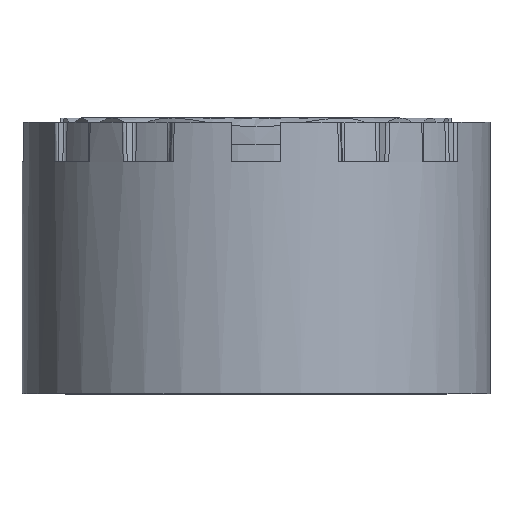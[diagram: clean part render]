
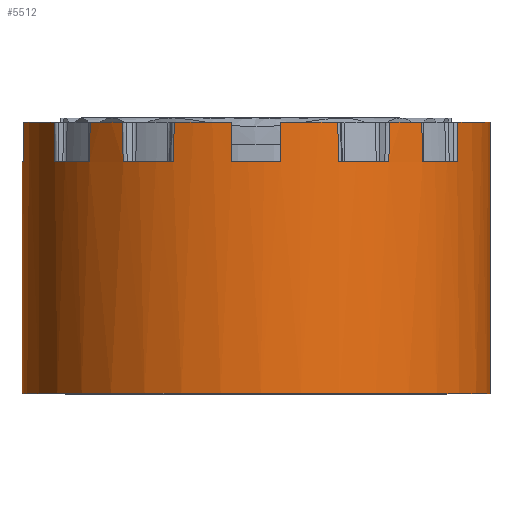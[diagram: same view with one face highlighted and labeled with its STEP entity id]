
A CAD part, top view. The second image highlights one B-rep face of the part: STEP entity #5512.
In plain terms, the highlighted cylindrical face has radius 10.65 mm (diameter 21.3 mm), a partial arc.
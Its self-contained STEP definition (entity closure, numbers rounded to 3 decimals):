
#1591=CARTESIAN_POINT('',(0.,0.,-0.15));
#1592=DIRECTION('',(0.,0.,1.));
#1593=DIRECTION('',(0.,-1.,0.));
#1594=AXIS2_PLACEMENT_3D('',#1591,#1592,#1593);
#1609=CARTESIAN_POINT('',(0.,0.,-0.15));
#1610=DIRECTION('',(0.,0.,1.));
#1611=DIRECTION('',(0.706,-0.708,0.));
#1612=AXIS2_PLACEMENT_3D('',#1609,#1610,#1611);
#1627=CARTESIAN_POINT('',(0.,0.,-0.15));
#1628=DIRECTION('',(0.,0.,1.));
#1629=DIRECTION('',(0.937,-0.349,0.));
#1630=AXIS2_PLACEMENT_3D('',#1627,#1628,#1629);
#1748=DIRECTION('',(0.,0.,1.));
#1749=VECTOR('',#1748,10.55);
#1750=CARTESIAN_POINT('',(0.,10.65,1.65));
#1751=LINE('',#1750,#1749);
#1908=DIRECTION('',(0.,0.,1.));
#1909=VECTOR('',#1908,12.35);
#1910=CARTESIAN_POINT('',(0.,-10.65,-0.15));
#1911=LINE('',#1910,#1909);
#1912=DIRECTION('',(0.,0.,-1.));
#1913=VECTOR('',#1912,1.8);
#1914=CARTESIAN_POINT('',(1.1,10.593,1.65));
#1915=LINE('',#1914,#1913);
#1916=DIRECTION('',(0.027,-0.016,1.));
#1917=VECTOR('',#1916,1.801);
#1918=CARTESIAN_POINT('',(5.393,9.184,
-0.15));
#1919=LINE('',#1918,#1917);
#1920=DIRECTION('',(0.023,-0.023,-0.999));
#1921=VECTOR('',#1920,1.801);
#1922=CARTESIAN_POINT('',(7.475,7.586,1.65));
#1923=LINE('',#1922,#1921);
#1924=DIRECTION('',(0.019,-0.027,0.999));
#1925=VECTOR('',#1924,1.801);
#1926=CARTESIAN_POINT('',(8.735,6.093,
-0.15));
#1927=LINE('',#1926,#1925);
#1928=DIRECTION('',(0.011,-0.029,-1.));
#1929=VECTOR('',#1928,1.801);
#1930=CARTESIAN_POINT('',(9.961,3.768,1.65));
#1931=LINE('',#1930,#1929);
#1932=DIRECTION('',(0.,0.,1.));
#1933=VECTOR('',#1932,1.8);
#1934=CARTESIAN_POINT('',(10.593,1.1,-0.15));
#1935=LINE('',#1934,#1933);
#1936=DIRECTION('',(0.,0.,-1.));
#1937=VECTOR('',#1936,1.8);
#1938=CARTESIAN_POINT('',(10.593,-1.1,1.65));
#1939=LINE('',#1938,#1937);
#1940=DIRECTION('',(-0.011,-0.029,1.));
#1941=VECTOR('',#1940,1.801);
#1942=CARTESIAN_POINT('',(9.981,-3.716,
-0.15));
#1943=LINE('',#1942,#1941);
#1944=DIRECTION('',(-0.019,-0.027,-0.999));
#1945=VECTOR('',#1944,1.801);
#1946=CARTESIAN_POINT('',(8.769,-6.044,1.65));
#1947=LINE('',#1946,#1945);
#1948=DIRECTION('',(-0.023,-0.023,0.999));
#1949=VECTOR('',#1948,1.801);
#1950=CARTESIAN_POINT('',(7.517,-7.544,
-0.15));
#1951=LINE('',#1950,#1949);
#1952=DIRECTION('',(-0.027,-0.016,-1.));
#1953=VECTOR('',#1952,1.801);
#1954=CARTESIAN_POINT('',(5.441,-9.155,1.65));
#1955=LINE('',#1954,#1953);
#1966=CARTESIAN_POINT('',(0.,0.,12.2));
#1967=DIRECTION('',(0.,0.,-1.));
#1968=DIRECTION('',(0.,1.,0.));
#1969=AXIS2_PLACEMENT_3D('',#1966,#1967,#1968);
#1971=CARTESIAN_POINT('',(0.,0.,12.2));
#1972=DIRECTION('',(0.,0.,-1.));
#1973=DIRECTION('',(0.211,0.977,0.));
#1974=AXIS2_PLACEMENT_3D('',#1971,#1972,#1973);
#2890=CARTESIAN_POINT('',(0.,0.,1.65));
#2891=DIRECTION('',(0.,0.,1.));
#2892=DIRECTION('',(0.103,0.995,0.));
#2893=AXIS2_PLACEMENT_3D('',#2890,#2891,#2892);
#3010=CARTESIAN_POINT('',(0.,0.,-0.15));
#3011=DIRECTION('',(0.,0.,1.));
#3012=DIRECTION('',(0.82,0.572,0.));
#3013=AXIS2_PLACEMENT_3D('',#3010,#3011,#3012);
#3024=CARTESIAN_POINT('',(0.,0.,-0.15));
#3025=DIRECTION('',(0.,0.,1.));
#3026=DIRECTION('',(0.506,0.862,0.));
#3027=AXIS2_PLACEMENT_3D('',#3024,#3025,#3026);
#3052=CARTESIAN_POINT('',(0.,0.,-0.15));
#3053=DIRECTION('',(0.,0.,1.));
#3054=DIRECTION('',(0.995,0.103,0.));
#3055=AXIS2_PLACEMENT_3D('',#3052,#3053,#3054);
#3069=CARTESIAN_POINT('',(0.,0.,1.65));
#3070=DIRECTION('',(0.,0.,1.));
#3071=DIRECTION('',(0.935,0.354,0.));
#3072=AXIS2_PLACEMENT_3D('',#3069,#3070,#3071);
#3173=CARTESIAN_POINT('',(0.,0.,1.65));
#3174=DIRECTION('',(0.,0.,1.));
#3175=DIRECTION('',(0.702,0.712,0.));
#3176=AXIS2_PLACEMENT_3D('',#3173,#3174,#3175);
#3257=CARTESIAN_POINT('',(0.,0.,1.65));
#3258=DIRECTION('',(0.,0.,1.));
#3259=DIRECTION('',(0.995,-0.103,0.));
#3260=AXIS2_PLACEMENT_3D('',#3257,#3258,#3259);
#3921=CARTESIAN_POINT('',(9.981,-3.716,
-0.15));
#3952=CARTESIAN_POINT('',(0.,0.,1.65));
#3953=DIRECTION('',(0.,0.,1.));
#3954=DIRECTION('',(0.823,-0.568,0.));
#3955=AXIS2_PLACEMENT_3D('',#3952,#3953,#3954);
#4026=CARTESIAN_POINT('',(7.517,-7.544,
-0.15));
#4042=CARTESIAN_POINT('',(0.,0.,1.65));
#4043=DIRECTION('',(0.,0.,1.));
#4044=DIRECTION('',(0.511,-0.86,0.));
#4045=AXIS2_PLACEMENT_3D('',#4042,#4043,#4044);
#4300=CARTESIAN_POINT('',(0.,-10.65,-0.15));
#4301=VERTEX_POINT('',#4300);
#4302=CARTESIAN_POINT('',(5.393,-9.184,-0.15));
#4303=VERTEX_POINT('',#4302);
#4313=VERTEX_POINT('',#4026);
#4314=CARTESIAN_POINT('',(8.735,-6.093,-0.15));
#4315=VERTEX_POINT('',#4314);
#4325=VERTEX_POINT('',#3921);
#4326=CARTESIAN_POINT('',(10.593,-1.1,-0.15));
#4327=VERTEX_POINT('',#4326);
#4387=CARTESIAN_POINT('',(0.,10.65,1.65));
#4388=VERTEX_POINT('',#4387);
#4389=CARTESIAN_POINT('',(0.,10.65,12.2));
#4390=VERTEX_POINT('',#4389);
#4393=CARTESIAN_POINT('',(0.,-10.65,12.2));
#4394=VERTEX_POINT('',#4393);
#4449=CARTESIAN_POINT('',(10.593,-1.1,1.65));
#4450=VERTEX_POINT('',#4449);
#4451=CARTESIAN_POINT('',(2.25,10.41,12.2));
#4452=VERTEX_POINT('',#4451);
#4453=CARTESIAN_POINT('',(1.1,10.593,1.65));
#4454=VERTEX_POINT('',#4453);
#4455=CARTESIAN_POINT('',(1.1,10.593,-0.15));
#4456=VERTEX_POINT('',#4455);
#4457=CARTESIAN_POINT('',(5.393,9.184,-0.15));
#4458=VERTEX_POINT('',#4457);
#4459=CARTESIAN_POINT('',(5.441,9.155,1.65));
#4460=VERTEX_POINT('',#4459);
#4461=CARTESIAN_POINT('',(7.475,7.586,1.65));
#4462=VERTEX_POINT('',#4461);
#4463=CARTESIAN_POINT('',(7.517,7.544,
-0.15));
#4464=VERTEX_POINT('',#4463);
#4465=CARTESIAN_POINT('',(8.735,6.093,-0.15));
#4466=VERTEX_POINT('',#4465);
#4467=CARTESIAN_POINT('',(8.769,6.044,1.65));
#4468=VERTEX_POINT('',#4467);
#4469=CARTESIAN_POINT('',(9.961,3.768,1.65));
#4470=VERTEX_POINT('',#4469);
#4471=CARTESIAN_POINT('',(9.981,3.716,
-0.15));
#4472=VERTEX_POINT('',#4471);
#4473=CARTESIAN_POINT('',(10.593,1.1,-0.15));
#4474=VERTEX_POINT('',#4473);
#4475=CARTESIAN_POINT('',(10.593,1.1,1.65));
#4476=VERTEX_POINT('',#4475);
#4477=CARTESIAN_POINT('',(9.961,-3.768,1.65));
#4478=VERTEX_POINT('',#4477);
#4479=CARTESIAN_POINT('',(8.769,-6.044,1.65));
#4480=VERTEX_POINT('',#4479);
#4481=CARTESIAN_POINT('',(7.475,-7.586,1.65));
#4482=VERTEX_POINT('',#4481);
#4483=CARTESIAN_POINT('',(5.441,-9.155,1.65));
#4484=VERTEX_POINT('',#4483);
#5457=CARTESIAN_POINT('',(0.,0.,12.818));
#5458=DIRECTION('',(0.,0.,-1.));
#5459=DIRECTION('',(0.,1.,0.));
#5460=AXIS2_PLACEMENT_3D('',#5457,#5458,#5459);
#5461=CYLINDRICAL_SURFACE('',#5460,10.65);
#5462=ORIENTED_EDGE('',*,*,#5067,.F.);
#5463=ORIENTED_EDGE('',*,*,#5222,.T.);
#5465=ORIENTED_EDGE('',*,*,#5464,.F.);
#5467=ORIENTED_EDGE('',*,*,#5466,.F.);
#5468=ORIENTED_EDGE('',*,*,#5216,.F.);
#5470=ORIENTED_EDGE('',*,*,#5469,.F.);
#5472=ORIENTED_EDGE('',*,*,#5471,.T.);
#5474=ORIENTED_EDGE('',*,*,#5473,.F.);
#5476=ORIENTED_EDGE('',*,*,#5475,.T.);
#5478=ORIENTED_EDGE('',*,*,#5477,.F.);
#5480=ORIENTED_EDGE('',*,*,#5479,.T.);
#5482=ORIENTED_EDGE('',*,*,#5481,.F.);
#5484=ORIENTED_EDGE('',*,*,#5483,.T.);
#5486=ORIENTED_EDGE('',*,*,#5485,.F.);
#5488=ORIENTED_EDGE('',*,*,#5487,.T.);
#5490=ORIENTED_EDGE('',*,*,#5489,.F.);
#5492=ORIENTED_EDGE('',*,*,#5491,.T.);
#5494=ORIENTED_EDGE('',*,*,#5493,.F.);
#5495=ORIENTED_EDGE('',*,*,#5450,.T.);
#5496=ORIENTED_EDGE('',*,*,#5099,.F.);
#5498=ORIENTED_EDGE('',*,*,#5497,.T.);
#5500=ORIENTED_EDGE('',*,*,#5499,.F.);
#5502=ORIENTED_EDGE('',*,*,#5501,.T.);
#5503=ORIENTED_EDGE('',*,*,#5083,.F.);
#5505=ORIENTED_EDGE('',*,*,#5504,.T.);
#5507=ORIENTED_EDGE('',*,*,#5506,.F.);
#5509=ORIENTED_EDGE('',*,*,#5508,.T.);
#5510=EDGE_LOOP('',(#5462,#5463,#5465,#5467,#5468,#5470,#5472,#5474,#5476,#5478,
#5480,#5482,#5484,#5486,#5488,#5490,#5492,#5494,#5495,#5496,#5498,#5500,#5502,
#5503,#5505,#5507,#5509));
#5511=FACE_OUTER_BOUND('',#5510,.F.);
#5512=ADVANCED_FACE('',(#5511),#5461,.T.);
#1595=CIRCLE('',#1594,10.65);
#1613=CIRCLE('',#1612,10.65);
#1631=CIRCLE('',#1630,10.65);
#1970=CIRCLE('',#1969,10.65);
#1975=CIRCLE('',#1974,10.65);
#2894=CIRCLE('',#2893,10.65);
#3014=CIRCLE('',#3013,10.65);
#3028=CIRCLE('',#3027,10.65);
#3056=CIRCLE('',#3055,10.65);
#3073=CIRCLE('',#3072,10.65);
#3177=CIRCLE('',#3176,10.65);
#3261=CIRCLE('',#3260,10.65);
#3956=CIRCLE('',#3955,10.65);
#4046=CIRCLE('',#4045,10.65);
#5067=EDGE_CURVE('',#4301,#4303,#1595,.T.);
#5083=EDGE_CURVE('',#4313,#4315,#1613,.T.);
#5099=EDGE_CURVE('',#4325,#4327,#1631,.T.);
#5216=EDGE_CURVE('',#4388,#4390,#1751,.T.);
#5222=EDGE_CURVE('',#4301,#4394,#1911,.T.);
#5450=EDGE_CURVE('',#4450,#4327,#1939,.T.);
#5464=EDGE_CURVE('',#4452,#4394,#1975,.T.);
#5466=EDGE_CURVE('',#4390,#4452,#1970,.T.);
#5469=EDGE_CURVE('',#4454,#4388,#2894,.T.);
#5471=EDGE_CURVE('',#4454,#4456,#1915,.T.);
#5473=EDGE_CURVE('',#4458,#4456,#3028,.T.);
#5475=EDGE_CURVE('',#4458,#4460,#1919,.T.);
#5477=EDGE_CURVE('',#4462,#4460,#3177,.T.);
#5479=EDGE_CURVE('',#4462,#4464,#1923,.T.);
#5481=EDGE_CURVE('',#4466,#4464,#3014,.T.);
#5483=EDGE_CURVE('',#4466,#4468,#1927,.T.);
#5485=EDGE_CURVE('',#4470,#4468,#3073,.T.);
#5487=EDGE_CURVE('',#4470,#4472,#1931,.T.);
#5489=EDGE_CURVE('',#4474,#4472,#3056,.T.);
#5491=EDGE_CURVE('',#4474,#4476,#1935,.T.);
#5493=EDGE_CURVE('',#4450,#4476,#3261,.T.);
#5497=EDGE_CURVE('',#4325,#4478,#1943,.T.);
#5499=EDGE_CURVE('',#4480,#4478,#3956,.T.);
#5501=EDGE_CURVE('',#4480,#4315,#1947,.T.);
#5504=EDGE_CURVE('',#4313,#4482,#1951,.T.);
#5506=EDGE_CURVE('',#4484,#4482,#4046,.T.);
#5508=EDGE_CURVE('',#4484,#4303,#1955,.T.);
